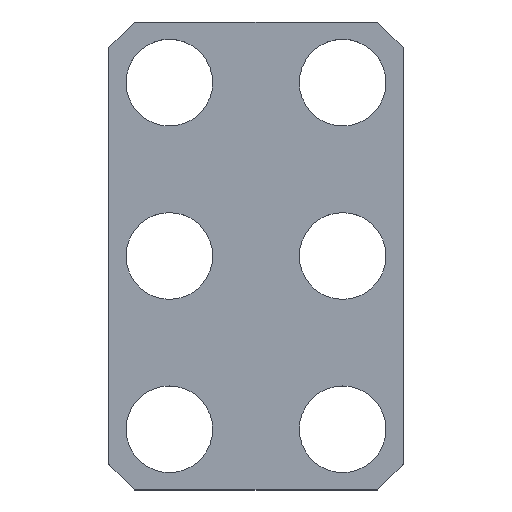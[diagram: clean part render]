
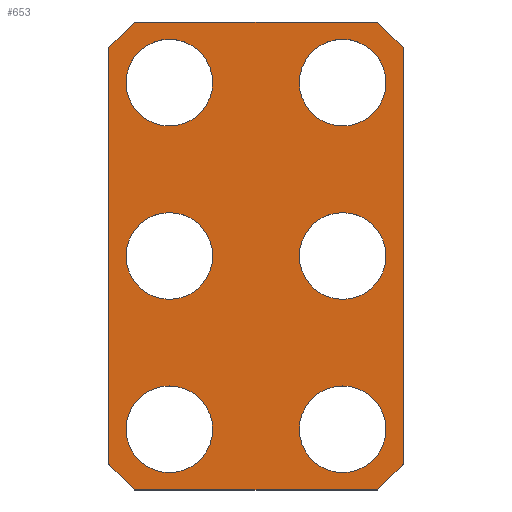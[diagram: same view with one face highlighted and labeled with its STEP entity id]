
A CAD part, top view. The second image highlights one B-rep face of the part: STEP entity #653.
In plain terms, the highlighted planar face has unit normal (0, 0, 1).
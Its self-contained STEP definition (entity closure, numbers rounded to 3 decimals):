
#81=CARTESIAN_POINT('',(30.,0.,4.0));
#82=VERTEX_POINT('',#81);
#83=CARTESIAN_POINT('',(20.,0.,4.));
#84=DIRECTION('',(0.0,0.0,-1.0));
#85=DIRECTION('',(1.0,0.0,0.0));
#86=AXIS2_PLACEMENT_3D('',#83,#84,#85);
#87=CIRCLE('',#86,10.0);
#88=EDGE_CURVE('',#82,#82,#87,.T.);
#130=CARTESIAN_POINT('',(-10.,40.,4.0));
#131=VERTEX_POINT('',#130);
#132=CARTESIAN_POINT('',(-20.,40.,4.));
#133=DIRECTION('',(0.0,0.0,-1.0));
#134=DIRECTION('',(1.0,0.0,0.0));
#135=AXIS2_PLACEMENT_3D('',#132,#133,#134);
#136=CIRCLE('',#135,10.0);
#137=EDGE_CURVE('',#131,#131,#136,.T.);
#179=CARTESIAN_POINT('',(-10.,-40.,4.0));
#180=VERTEX_POINT('',#179);
#181=CARTESIAN_POINT('',(-20.,-40.,4.));
#182=DIRECTION('',(0.0,0.0,-1.0));
#183=DIRECTION('',(1.0,0.0,0.0));
#184=AXIS2_PLACEMENT_3D('',#181,#182,#183);
#185=CIRCLE('',#184,10.0);
#186=EDGE_CURVE('',#180,#180,#185,.T.);
#228=CARTESIAN_POINT('',(-10.,0.,4.0));
#229=VERTEX_POINT('',#228);
#230=CARTESIAN_POINT('',(-20.,0.,4.));
#231=DIRECTION('',(0.0,0.0,-1.0));
#232=DIRECTION('',(1.0,0.0,0.0));
#233=AXIS2_PLACEMENT_3D('',#230,#231,#232);
#234=CIRCLE('',#233,10.0);
#235=EDGE_CURVE('',#229,#229,#234,.T.);
#277=CARTESIAN_POINT('',(30.,40.,4.0));
#278=VERTEX_POINT('',#277);
#279=CARTESIAN_POINT('',(20.,40.,4.));
#280=DIRECTION('',(0.0,0.0,-1.0));
#281=DIRECTION('',(1.0,0.0,0.0));
#282=AXIS2_PLACEMENT_3D('',#279,#280,#281);
#283=CIRCLE('',#282,10.0);
#284=EDGE_CURVE('',#278,#278,#283,.T.);
#326=CARTESIAN_POINT('',(30.,-40.,4.0));
#327=VERTEX_POINT('',#326);
#328=CARTESIAN_POINT('',(20.,-40.,4.));
#329=DIRECTION('',(0.0,0.0,-1.0));
#330=DIRECTION('',(1.0,0.0,0.0));
#331=AXIS2_PLACEMENT_3D('',#328,#329,#330);
#332=CIRCLE('',#331,10.0);
#333=EDGE_CURVE('',#327,#327,#332,.T.);
#353=CARTESIAN_POINT('',(28.0,54.0,4.0));
#354=VERTEX_POINT('',#353);
#361=CARTESIAN_POINT('',(34.,48.,4.0));
#362=VERTEX_POINT('',#361);
#363=CARTESIAN_POINT('',(28.0,54.0,4.0));
#364=DIRECTION('',(0.707,-0.707,0.0));
#365=VECTOR('',#364,8.485);
#366=LINE('',#363,#365);
#367=EDGE_CURVE('',#354,#362,#366,.T.);
#392=CARTESIAN_POINT('',(-28.,54.0,4.0));
#393=VERTEX_POINT('',#392);
#400=CARTESIAN_POINT('',(-28.,54.0,4.0));
#401=DIRECTION('',(1.0,0.0,0.0));
#402=VECTOR('',#401,56.);
#403=LINE('',#400,#402);
#404=EDGE_CURVE('',#393,#354,#403,.T.);
#489=CARTESIAN_POINT('',(-34.,48.,4.0));
#490=VERTEX_POINT('',#489);
#497=CARTESIAN_POINT('',(-34.,48.,4.0));
#498=DIRECTION('',(0.707,0.707,0.0));
#499=VECTOR('',#498,8.485);
#500=LINE('',#497,#499);
#501=EDGE_CURVE('',#490,#393,#500,.T.);
#514=CARTESIAN_POINT('',(-34.,-48.,4.0));
#515=VERTEX_POINT('',#514);
#522=CARTESIAN_POINT('',(-34.,-48.,4.0));
#523=DIRECTION('',(0.0,1.0,0.0));
#524=VECTOR('',#523,96.);
#525=LINE('',#522,#524);
#526=EDGE_CURVE('',#515,#490,#525,.T.);
#536=CARTESIAN_POINT('',(34.,-48.,4.0));
#537=VERTEX_POINT('',#536);
#538=CARTESIAN_POINT('',(28.,-54.0,4.0));
#539=VERTEX_POINT('',#538);
#540=CARTESIAN_POINT('',(34.,-48.,4.0));
#541=DIRECTION('',(-0.707,-0.707,0.0));
#542=VECTOR('',#541,8.485);
#543=LINE('',#540,#542);
#544=EDGE_CURVE('',#537,#539,#543,.T.);
#568=CARTESIAN_POINT('',(-28.,-54.0,4.0));
#569=VERTEX_POINT('',#568);
#570=CARTESIAN_POINT('',(28.,-54.0,4.0));
#571=DIRECTION('',(-1.0,0.0,0.0));
#572=VECTOR('',#571,56.);
#573=LINE('',#570,#572);
#574=EDGE_CURVE('',#539,#569,#573,.T.);
#593=CARTESIAN_POINT('',(-28.,-54.0,4.0));
#594=DIRECTION('',(-0.707,0.707,0.0));
#595=VECTOR('',#594,8.485);
#596=LINE('',#593,#595);
#597=EDGE_CURVE('',#569,#515,#596,.T.);
#609=CARTESIAN_POINT('',(34.,48.,4.0));
#610=DIRECTION('',(0.0,-1.0,0.0));
#611=VECTOR('',#610,96.);
#612=LINE('',#609,#611);
#613=EDGE_CURVE('',#362,#537,#612,.T.);
#620=CARTESIAN_POINT('',(0.,0.,4.0));
#621=DIRECTION('',(0.0,0.0,1.0));
#622=DIRECTION('',(1.0,0.0,0.0));
#623=AXIS2_PLACEMENT_3D('',#620,#621,#622);
#624=PLANE('',#623);
#625=ORIENTED_EDGE('',*,*,#367,.F.);
#626=ORIENTED_EDGE('',*,*,#404,.F.);
#627=ORIENTED_EDGE('',*,*,#501,.F.);
#628=ORIENTED_EDGE('',*,*,#526,.F.);
#629=ORIENTED_EDGE('',*,*,#597,.F.);
#630=ORIENTED_EDGE('',*,*,#574,.F.);
#631=ORIENTED_EDGE('',*,*,#544,.F.);
#632=ORIENTED_EDGE('',*,*,#613,.F.);
#633=EDGE_LOOP('',(#625,#626,#627,#628,#629,#630,#631,#632));
#634=FACE_OUTER_BOUND('',#633,.T.);
#635=ORIENTED_EDGE('',*,*,#88,.T.);
#636=EDGE_LOOP('',(#635));
#637=FACE_BOUND('',#636,.T.);
#638=ORIENTED_EDGE('',*,*,#137,.T.);
#639=EDGE_LOOP('',(#638));
#640=FACE_BOUND('',#639,.T.);
#641=ORIENTED_EDGE('',*,*,#186,.T.);
#642=EDGE_LOOP('',(#641));
#643=FACE_BOUND('',#642,.T.);
#644=ORIENTED_EDGE('',*,*,#235,.T.);
#645=EDGE_LOOP('',(#644));
#646=FACE_BOUND('',#645,.T.);
#647=ORIENTED_EDGE('',*,*,#284,.T.);
#648=EDGE_LOOP('',(#647));
#649=FACE_BOUND('',#648,.T.);
#650=ORIENTED_EDGE('',*,*,#333,.T.);
#651=EDGE_LOOP('',(#650));
#652=FACE_BOUND('',#651,.T.);
#653=ADVANCED_FACE('',(#634,#637,#640,#643,#646,#649,#652),#624,.T.);
